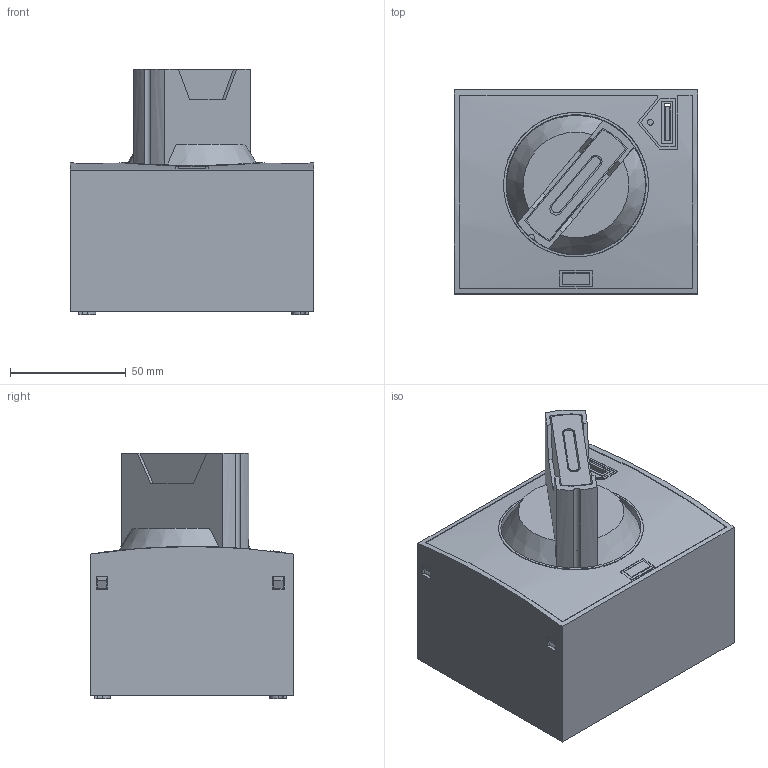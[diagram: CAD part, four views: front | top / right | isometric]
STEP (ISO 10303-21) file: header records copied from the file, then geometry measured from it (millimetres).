
FILE_DESCRIPTION((''),'2;1');
FILE_NAME('1655055719934_ASM','2022-06-12T23:12:23',('SESA621925'),('Schneider-Electric'),'CREO PARAMETRIC BY PTC INC, 2019471','CREO PARAMETRIC BY PTC INC, 2019471','');
FILE_SCHEMA(('AP242_MANAGED_MODEL_BASED_3D_ENGINEERING_MIM_LF { 1 0 10303 442 1 1 4 }'));
Length unit declared in the file: millimetre
Products named in the file (6): EMPTYNODE_1655055719992_ASM; DIRECT-ROTARY-HANDLE-250; DIRECT-ROTARY-HANDLE-250-3D_ASM; ROTARY-KNOB2; ROTARY-KNOB2-3D_ASM; 1655055719934_ASM
Assembly tree (5 placements, depth 3):
  1655055719934_ASM
    EMPTYNODE_1655055719992_ASM
    DIRECT-ROTARY-HANDLE-250-3D_ASM
      DIRECT-ROTARY-HANDLE-250
    ROTARY-KNOB2-3D_ASM
      ROTARY-KNOB2
Bounding box: 105 x 88 x 106.1 mm (x, y, z)
Volume: 316464.8 mm3; surface area: 132128.8 mm2
Topology: 2 solids, 2 shells, 788 faces, 2159 edges, 1436 vertices
Faces by surface type: plane 644, cylinder 132, extrusion 6, cone 4, bspline 2
Entity records: 33718 total; most frequent: CARTESIAN_POINT 4793, ORIENTED_EDGE 4308, DIRECTION 4035, PRESENTATION_STYLE_ASSIGNMENT 2281, STYLED_ITEM 2165, CURVE_STYLE 2163, EDGE_CURVE 2154, VECTOR 1807
